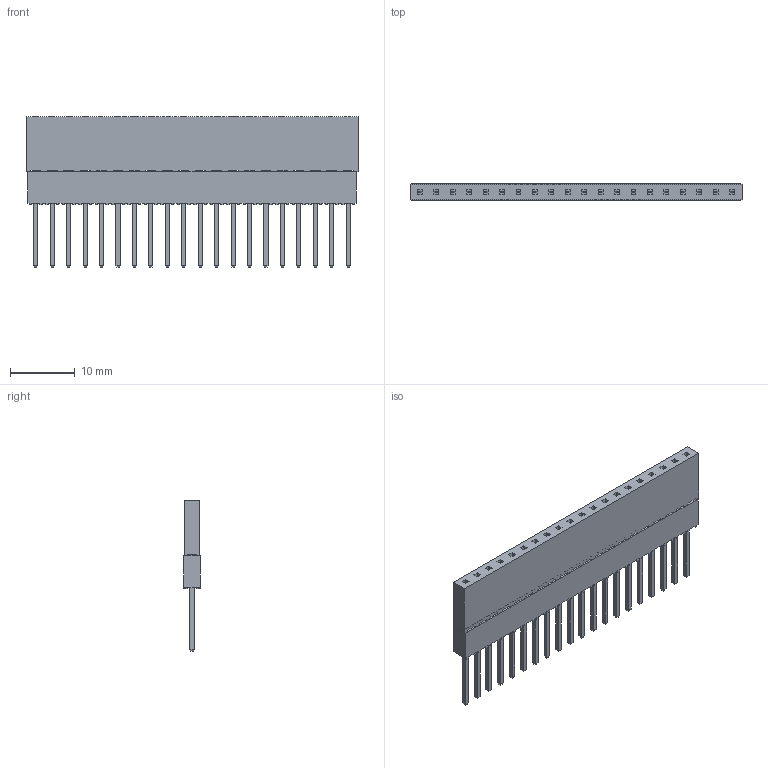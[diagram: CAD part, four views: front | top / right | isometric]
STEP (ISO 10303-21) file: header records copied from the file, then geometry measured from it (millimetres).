
FILE_DESCRIPTION (( 'STEP AP214' ), '1' );
FILE_NAME ('IRIS_Muons_middle_stack_conn.STEP', '2020-10-11T07:01:09', ( '' ), ( '' ), 'SwSTEP 2.0', 'SolidWorks 2019', '' );
FILE_SCHEMA (( 'AUTOMOTIVE_DESIGN' ));
Length unit declared in the file: millimetre
Products named in the file (4): ESQ_120_24_L_S_5; ESQ_120_24_L_S_3; ESQ_120_24_L_S_7; IRIS_Muons_middle_stack_conn
Assembly tree (3 placements, depth 2):
  IRIS_Muons_middle_stack_conn
    ESQ_120_24_L_S_3
    ESQ_120_24_L_S_5
    ESQ_120_24_L_S_7
Bounding box: 51.31 x 2.54 x 23.24 mm (x, y, z)
Volume: 1716.8 mm3; surface area: 3596.4 mm2
Topology: 3 solids, 3 shells, 1002 faces, 2728 edges, 1792 vertices
Faces by surface type: plane 982, cylinder 20
Entity records: 42048 total; most frequent: CARTESIAN_POINT 5528, ORIENTED_EDGE 5456, DIRECTION 4784, EDGE_CURVE 2728, LINE 2688, VECTOR 2688, VERTEX_POINT 1792, EDGE_LOOP 1062
